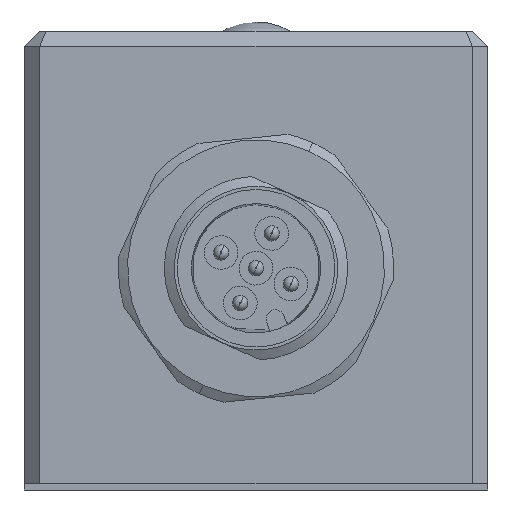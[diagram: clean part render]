
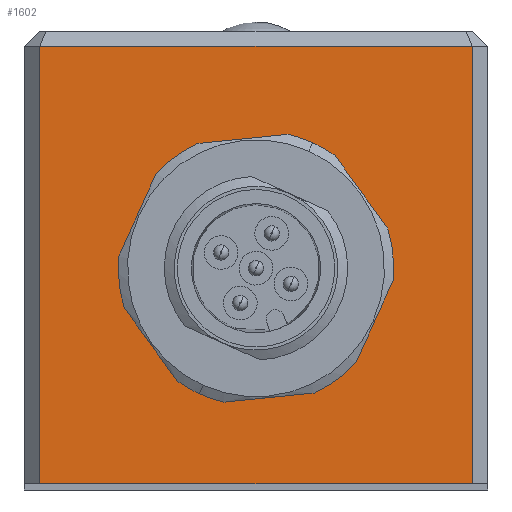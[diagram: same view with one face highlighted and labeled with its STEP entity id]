
A CAD part, front view. The second image highlights one B-rep face of the part: STEP entity #1602.
In plain terms, the highlighted planar face has unit normal (0, -1, 0).
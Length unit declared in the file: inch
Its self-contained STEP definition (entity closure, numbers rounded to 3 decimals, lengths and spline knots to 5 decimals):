
#38 = CARTESIAN_POINT ( 'NONE',  ( 1.15439, -2.1063, -0.6144 ) ) ;
#563 = LINE ( 'NONE', #38, #10966 ) ;
#917 = FACE_OUTER_BOUND ( 'NONE', #7557, .T. ) ;
#1104 = AXIS2_PLACEMENT_3D ( 'NONE', #13217, #9897, #1155 ) ;
#1155 = DIRECTION ( 'NONE',  ( 0., 0., -1. ) ) ;
#1347 = VECTOR ( 'NONE', #1780, 39.37008 ) ;
#1506 = EDGE_CURVE ( 'NONE', #7847, #10000, #3095, .T. ) ;
#1602 = ADVANCED_FACE ( 'NONE', ( #13525, #917 ), #7773, .T. ) ;
#1747 = CIRCLE ( 'NONE', #12216, 0.31496 ) ;
#1780 = DIRECTION ( 'NONE',  ( 1., 0., 0. ) ) ;
#2311 = CARTESIAN_POINT ( 'NONE',  ( 1.15439, -2.1063, 0.51159 ) ) ;
#2399 = LINE ( 'NONE', #8259, #1347 ) ;
#2606 = EDGE_CURVE ( 'NONE', #8448, #12264, #2399, .T. ) ;
#2693 = CARTESIAN_POINT ( 'NONE',  ( 1.15439, -2.1063, -0.6144 ) ) ;
#3095 = CIRCLE ( 'NONE', #9327, 0.31496 ) ;
#3098 = ORIENTED_EDGE ( 'NONE', *, *, #13566, .T. ) ;
#3397 = CARTESIAN_POINT ( 'NONE',  ( 1.39652, -2.1063, -0.05928 ) ) ;
#3650 = EDGE_CURVE ( 'NONE', #10000, #7847, #1747, .T. ) ;
#3706 = VECTOR ( 'NONE', #10610, 39.37008 ) ;
#3917 = ORIENTED_EDGE ( 'NONE', *, *, #2606, .F. ) ;
#4458 = ORIENTED_EDGE ( 'NONE', *, *, #7731, .F. ) ;
#5190 = CARTESIAN_POINT ( 'NONE',  ( 1.15439, -2.1063, -0.6144 ) ) ;
#5351 = CARTESIAN_POINT ( 'NONE',  ( 1.71148, -2.1063, -0.05928 ) ) ;
#5359 = DIRECTION ( 'NONE',  ( 1., 0., 0. ) ) ;
#6598 = LINE ( 'NONE', #9539, #3706 ) ;
#7557 = EDGE_LOOP ( 'NONE', ( #3098, #8179, #3917, #4458 ) ) ;
#7694 = VERTEX_POINT ( 'NONE', #12924 ) ;
#7731 = EDGE_CURVE ( 'NONE', #10546, #8448, #13202, .T. ) ;
#7773 = PLANE ( 'NONE',  #1104 ) ;
#7847 = VERTEX_POINT ( 'NONE', #3397 ) ;
#8179 = ORIENTED_EDGE ( 'NONE', *, *, #11111, .T. ) ;
#8259 = CARTESIAN_POINT ( 'NONE',  ( 1.15439, -2.1063, 0.51159 ) ) ;
#8448 = VERTEX_POINT ( 'NONE', #2311 ) ;
#8645 = DIRECTION ( 'NONE',  ( 0., 0., 1. ) ) ;
#8742 = DIRECTION ( 'NONE',  ( 1., 0., 0. ) ) ;
#9327 = AXIS2_PLACEMENT_3D ( 'NONE', #5351, #12891, #8742 ) ;
#9361 = CARTESIAN_POINT ( 'NONE',  ( 1.71148, -2.1063, -0.05928 ) ) ;
#9539 = CARTESIAN_POINT ( 'NONE',  ( 2.26857, -2.1063, -0.6144 ) ) ;
#9897 = DIRECTION ( 'NONE',  ( 0., -1., 0. ) ) ;
#10000 = VERTEX_POINT ( 'NONE', #14123 ) ;
#10546 = VERTEX_POINT ( 'NONE', #2693 ) ;
#10610 = DIRECTION ( 'NONE',  ( 0., 0., 1. ) ) ;
#10649 = ORIENTED_EDGE ( 'NONE', *, *, #1506, .T. ) ;
#10966 = VECTOR ( 'NONE', #5359, 39.37008 ) ;
#11111 = EDGE_CURVE ( 'NONE', #7694, #12264, #6598, .T. ) ;
#11312 = CARTESIAN_POINT ( 'NONE',  ( 2.26857, -2.1063, 0.51159 ) ) ;
#12172 = ORIENTED_EDGE ( 'NONE', *, *, #3650, .T. ) ;
#12216 = AXIS2_PLACEMENT_3D ( 'NONE', #9361, #12533, #13595 ) ;
#12264 = VERTEX_POINT ( 'NONE', #11312 ) ;
#12466 = EDGE_LOOP ( 'NONE', ( #12172, #10649 ) ) ;
#12533 = DIRECTION ( 'NONE',  ( 0., 1., 0. ) ) ;
#12891 = DIRECTION ( 'NONE',  ( 0., 1., 0. ) ) ;
#12924 = CARTESIAN_POINT ( 'NONE',  ( 2.26857, -2.1063, -0.6144 ) ) ;
#13202 = LINE ( 'NONE', #5190, #13534 ) ;
#13217 = CARTESIAN_POINT ( 'NONE',  ( 2.26857, -2.1063, -0.63014 ) ) ;
#13525 = FACE_BOUND ( 'NONE', #12466, .T. ) ;
#13534 = VECTOR ( 'NONE', #8645, 39.37008 ) ;
#13566 = EDGE_CURVE ( 'NONE', #10546, #7694, #563, .T. ) ;
#13595 = DIRECTION ( 'NONE',  ( 1., 0., 0. ) ) ;
#14123 = CARTESIAN_POINT ( 'NONE',  ( 2.02644, -2.1063, -0.05928 ) ) ;
